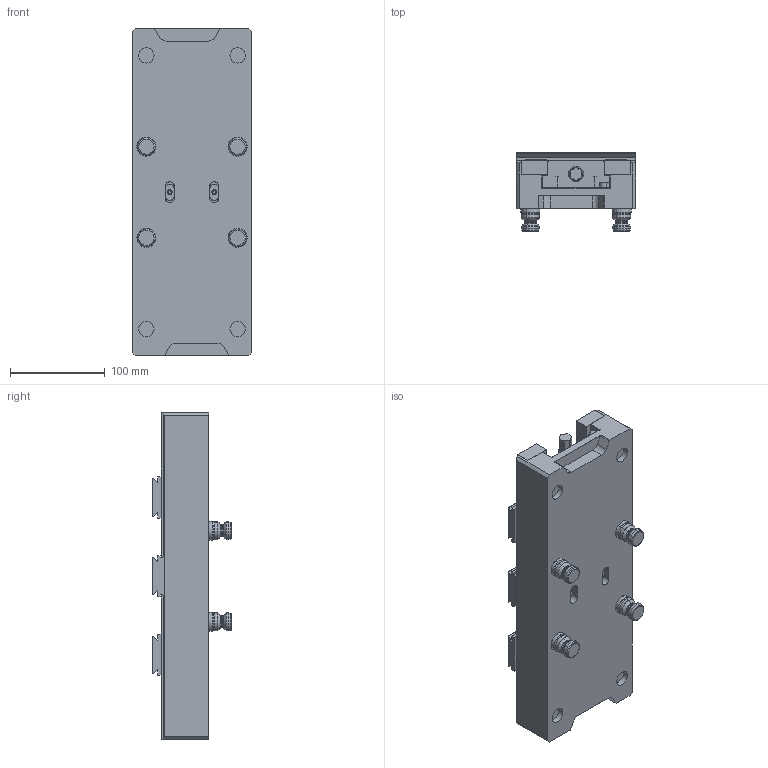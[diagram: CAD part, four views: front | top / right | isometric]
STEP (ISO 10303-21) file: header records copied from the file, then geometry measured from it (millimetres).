
FILE_DESCRIPTION (( 'STEP AP214' ), '1' );
FILE_NAME ('VA513_WEBSITE.STEP', '2024-06-13T23:28:03', ( '' ), ( '' ), 'SwSTEP 2.0', 'SolidWorks 2021', '' );
FILE_SCHEMA (( 'AUTOMOTIVE_DESIGN' ));
Length unit declared in the file: inch
Products named in the file (19): M6X6MM.SHCS_WEBSITE_M6X6MM.SHCS; PS20F-1_WEBSITE_HARD TURN; VA513-4_WEBSITE_VA513-4; PS20F_WEBSITE; VA56-2L_WEBSITE_VA56-2L; VA56-8_WEBSITE_VA56-8; VA56-10_WEBSITE_VA56-10; VA513-1_WEBSITE_VA513-1; M12X35MM.LHSCS.10.9_M12X35MM.LHSCS.10.9; M10X25.FPSS_WEBSITE_91390A162; VA513_WEBSITE; VA56-3B_WEBSITE_VA56-3B; VA56-3T_WEBSITE_VA56-3T; VA56-9_WEBSITE_VA56-9; M5X20MM.SHCS_WEBSITE_M5X20MM.SHCS; VA56-6_WEBSITE_VA56-6; M6X10.DP_WEBSITE_M6X10.DP; VA513-5_WEBSITE_VA513-5; M8X025.SHCS_WEBSITE_M8X025.SHCS
Assembly tree (43 placements, depth 3):
  VA513_WEBSITE
    M12X35MM.LHSCS.10.9_M12X35MM.LHSCS.10.9  x2
    M6X10.DP_WEBSITE_M6X10.DP  x2
    M8X025.SHCS_WEBSITE_M8X025.SHCS  x8
    M6X6MM.SHCS_WEBSITE_M6X6MM.SHCS  x2
    M5X20MM.SHCS_WEBSITE_M5X20MM.SHCS  x4
    PS20F_WEBSITE  x4
      PS20F-1_WEBSITE_HARD TURN
      M10X25.FPSS_WEBSITE_91390A162
    VA513-1_WEBSITE_VA513-1
    VA56-2L_WEBSITE_VA56-2L  x2
    VA56-3B_WEBSITE_VA56-3B
    VA56-3T_WEBSITE_VA56-3T
    VA513-4_WEBSITE_VA513-4
    VA513-5_WEBSITE_VA513-5
    VA56-6_WEBSITE_VA56-6  x4
    VA56-8_WEBSITE_VA56-8  x2
    VA56-9_WEBSITE_VA56-9  x2
    VA56-10_WEBSITE_VA56-10  x4
Bounding box: 125.86 x 82.76 x 344.88 mm (x, y, z)
Volume: 1820552.2 mm3; surface area: 351679.4 mm2
Topology: 47 solids, 47 shells, 1056 faces, 2438 edges, 1525 vertices
Faces by surface type: cylinder 415, plane 353, cone 176, torus 92, bspline 12, sphere 8
Entity records: 18564 total; most frequent: CARTESIAN_POINT 5466, DIRECTION 2616, ORIENTED_EDGE 2354, EDGE_CURVE 1177, AXIS2_PLACEMENT_3D 980, VERTEX_POINT 748, VECTOR 656, LINE 656
